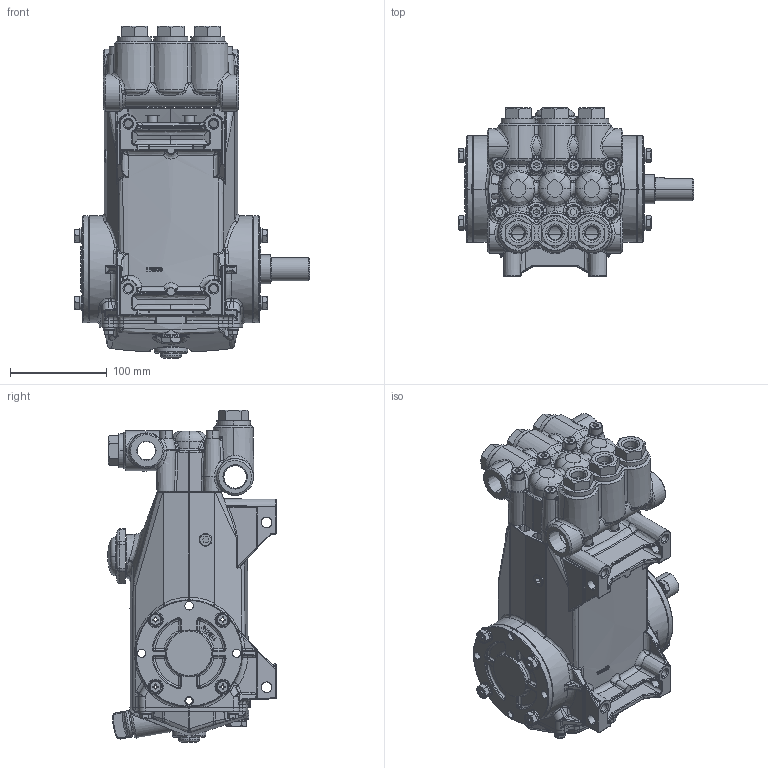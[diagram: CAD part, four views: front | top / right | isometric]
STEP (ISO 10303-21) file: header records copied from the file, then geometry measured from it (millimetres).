
FILE_DESCRIPTION (( 'STEP AP203' ), '1' );
FILE_NAME ('7CP6110CS.STEP', '2023-08-24T13:41:30', ( '' ), ( '' ), 'SwSTEP 2.0', 'SolidWorks 2023', '' );
FILE_SCHEMA (( 'CONFIG_CONTROL_DESIGN' ));
Products named in the file (1): 7CP6110CS
Bounding box: 242.55 x 173.98 x 342.5 mm (x, y, z)
Surface area: 331861.5 mm2 (no closed solid volume)
Topology: 0 solids, 73 shells, 2665 faces, 8344 edges, 5520 vertices
Faces by surface type: bspline 814, plane 753, cylinder 520, cone 306, torus 179, sphere 93
Entity records: 137433 total; most frequent: CARTESIAN_POINT 73214, ORIENTED_EDGE 13904, DIRECTION 11305, EDGE_CURVE 8272, VERTEX_POINT 5515, AXIS2_PLACEMENT_3D 4470, EDGE_LOOP 2922, B_SPLINE_CURVE_WITH_KNOTS 2810
